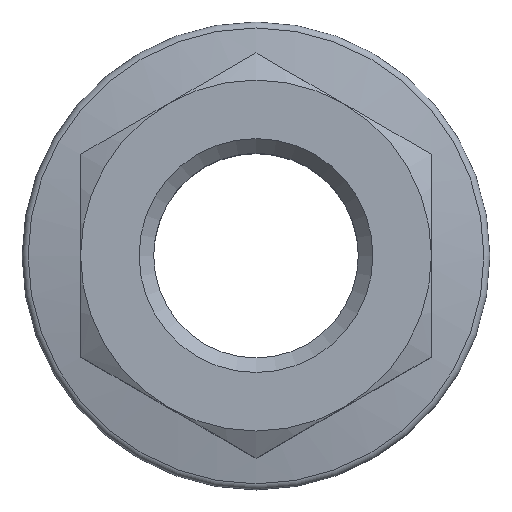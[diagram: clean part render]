
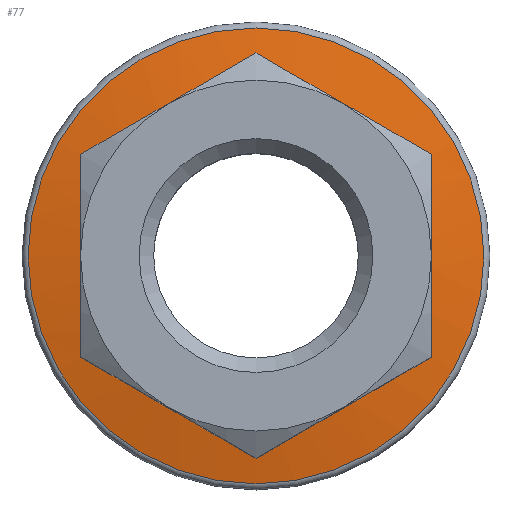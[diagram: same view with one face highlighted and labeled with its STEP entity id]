
A CAD part, top view. The second image highlights one B-rep face of the part: STEP entity #77.
In plain terms, the highlighted conical face has half-angle 79.72 degrees and reference radius 16 mm.
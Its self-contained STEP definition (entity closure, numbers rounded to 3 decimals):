
#77 = ADVANCED_FACE( '', ( #102, #103 ), #104, .T. );
#102 = FACE_OUTER_BOUND( '', #153, .T. );
#103 = FACE_BOUND( '', #154, .T. );
#104 = CONICAL_SURFACE( '', #155, 16., 1.391 );
#153 = EDGE_LOOP( '', ( #212 ) );
#154 = EDGE_LOOP( '', ( #213, #214, #215, #216, #217, #218 ) );
#155 = AXIS2_PLACEMENT_3D( '', #219, #220, #221 );
#212 = ORIENTED_EDGE( '', *, *, #345, .T. );
#213 = ORIENTED_EDGE( '', *, *, #346, .T. );
#214 = ORIENTED_EDGE( '', *, *, #347, .T. );
#215 = ORIENTED_EDGE( '', *, *, #348, .T. );
#216 = ORIENTED_EDGE( '', *, *, #349, .T. );
#217 = ORIENTED_EDGE( '', *, *, #350, .T. );
#218 = ORIENTED_EDGE( '', *, *, #338, .T. );
#219 = CARTESIAN_POINT( '', ( 0., 0., 5. ) );
#220 = DIRECTION( '', ( 0., 0., -1. ) );
#221 = DIRECTION( '', ( -1., 0., 0. ) );
#338 = EDGE_CURVE( '', #376, #377, #378, .T. );
#345 = EDGE_CURVE( '', #390, #390, #391, .F. );
#346 = EDGE_CURVE( '', #377, #392, #393, .F. );
#347 = EDGE_CURVE( '', #392, #394, #395, .T. );
#348 = EDGE_CURVE( '', #394, #396, #397, .T. );
#349 = EDGE_CURVE( '', #396, #398, #399, .T. );
#350 = EDGE_CURVE( '', #398, #376, #400, .T. );
#376 = VERTEX_POINT( '', #440 );
#377 = VERTEX_POINT( '', #441 );
#378 = B_SPLINE_CURVE_WITH_KNOTS( '', 3, ( #442, #443, #444, #445, #446 ), .UNSPECIFIED., .F., .F., ( 4, 1, 4 ), ( 0., 0.007, 0.014 ), .UNSPECIFIED. );
#390 = VERTEX_POINT( '', #472 );
#391 = CIRCLE( '', #473, 15.589 );
#392 = VERTEX_POINT( '', #474 );
#393 = B_SPLINE_CURVE_WITH_KNOTS( '', 3, ( #475, #476, #477, #478, #479, #480, #481, #482 ), .UNSPECIFIED., .F., .F., ( 4, 2, 2, 4 ), ( 0.011, 0.015, 0.018, 0.025 ), .UNSPECIFIED. );
#394 = VERTEX_POINT( '', #483 );
#395 = B_SPLINE_CURVE_WITH_KNOTS( '', 3, ( #484, #485, #486, #487, #488 ), .UNSPECIFIED., .F., .F., ( 4, 1, 4 ), ( 0., 0.007, 0.014 ), .UNSPECIFIED. );
#396 = VERTEX_POINT( '', #489 );
#397 = B_SPLINE_CURVE_WITH_KNOTS( '', 3, ( #490, #491, #492, #493, #494 ), .UNSPECIFIED., .F., .F., ( 4, 1, 4 ), ( 0., 0.007, 0.014 ), .UNSPECIFIED. );
#398 = VERTEX_POINT( '', #495 );
#399 = B_SPLINE_CURVE_WITH_KNOTS( '', 3, ( #496, #497, #498, #499, #500, #501, #502, #503 ), .UNSPECIFIED., .F., .F., ( 4, 2, 2, 4 ), ( 0.011, 0.015, 0.018, 0.025 ), .UNSPECIFIED. );
#400 = B_SPLINE_CURVE_WITH_KNOTS( '', 3, ( #504, #505, #506, #507, #508 ), .UNSPECIFIED., .F., .F., ( 4, 1, 4 ), ( 0., 0.007, 0.014 ), .UNSPECIFIED. );
#440 = CARTESIAN_POINT( '', ( 0., 13.856, 5.389 ) );
#441 = CARTESIAN_POINT( '', ( 12., 6.928, 5.389 ) );
#442 = CARTESIAN_POINT( '', ( 0., 13.856, 5.389 ) );
#443 = CARTESIAN_POINT( '', ( 2., 12.702, 5.598 ) );
#444 = CARTESIAN_POINT( '', ( 6., 10.392, 5.853 ) );
#445 = CARTESIAN_POINT( '', ( 10., 8.083, 5.598 ) );
#446 = CARTESIAN_POINT( '', ( 12., 6.928, 5.389 ) );
#472 = CARTESIAN_POINT( '', ( -15.589, 0., 5.075 ) );
#473 = AXIS2_PLACEMENT_3D( '', #620, #621, #622 );
#474 = CARTESIAN_POINT( '', ( 12., -6.928, 5.389 ) );
#475 = CARTESIAN_POINT( '', ( 12., -6.928, 5.389 ) );
#476 = CARTESIAN_POINT( '', ( 12., -5.774, 5.493 ) );
#477 = CARTESIAN_POINT( '', ( 12., -4.617, 5.579 ) );
#478 = CARTESIAN_POINT( '', ( 12., -2.305, 5.695 ) );
#479 = CARTESIAN_POINT( '', ( 12., -1.15, 5.726 ) );
#480 = CARTESIAN_POINT( '', ( 12., 2.315, 5.725 ) );
#481 = CARTESIAN_POINT( '', ( 12., 4.622, 5.598 ) );
#482 = CARTESIAN_POINT( '', ( 12., 6.928, 5.389 ) );
#483 = CARTESIAN_POINT( '', ( 0., -13.856, 5.389 ) );
#484 = CARTESIAN_POINT( '', ( 12., -6.928, 5.389 ) );
#485 = CARTESIAN_POINT( '', ( 10., -8.083, 5.598 ) );
#486 = CARTESIAN_POINT( '', ( 6., -10.392, 5.853 ) );
#487 = CARTESIAN_POINT( '', ( 2., -12.702, 5.598 ) );
#488 = CARTESIAN_POINT( '', ( 0., -13.856, 5.389 ) );
#489 = CARTESIAN_POINT( '', ( -12., -6.928, 5.389 ) );
#490 = CARTESIAN_POINT( '', ( 0., -13.856, 5.389 ) );
#491 = CARTESIAN_POINT( '', ( -2., -12.702, 5.598 ) );
#492 = CARTESIAN_POINT( '', ( -6., -10.392, 5.853 ) );
#493 = CARTESIAN_POINT( '', ( -10., -8.083, 5.598 ) );
#494 = CARTESIAN_POINT( '', ( -12., -6.928, 5.389 ) );
#495 = CARTESIAN_POINT( '', ( -12., 6.928, 5.389 ) );
#496 = CARTESIAN_POINT( '', ( -12., -6.928, 5.389 ) );
#497 = CARTESIAN_POINT( '', ( -12., -5.774, 5.493 ) );
#498 = CARTESIAN_POINT( '', ( -12., -4.617, 5.579 ) );
#499 = CARTESIAN_POINT( '', ( -12., -2.305, 5.695 ) );
#500 = CARTESIAN_POINT( '', ( -12., -1.15, 5.726 ) );
#501 = CARTESIAN_POINT( '', ( -12., 2.315, 5.725 ) );
#502 = CARTESIAN_POINT( '', ( -12., 4.622, 5.598 ) );
#503 = CARTESIAN_POINT( '', ( -12., 6.928, 5.389 ) );
#504 = CARTESIAN_POINT( '', ( -12., 6.928, 5.389 ) );
#505 = CARTESIAN_POINT( '', ( -10., 8.083, 5.598 ) );
#506 = CARTESIAN_POINT( '', ( -6., 10.392, 5.853 ) );
#507 = CARTESIAN_POINT( '', ( -2., 12.702, 5.598 ) );
#508 = CARTESIAN_POINT( '', ( 0., 13.856, 5.389 ) );
#620 = CARTESIAN_POINT( '', ( 0., 0., 5.075 ) );
#621 = DIRECTION( '', ( 0., 0., -1. ) );
#622 = DIRECTION( '', ( -1., 0., 0. ) );
